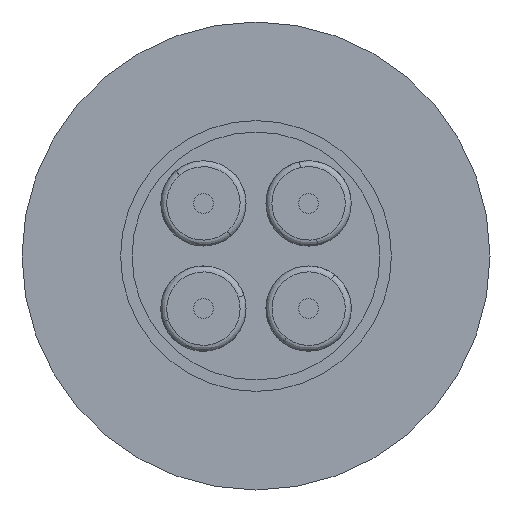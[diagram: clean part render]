
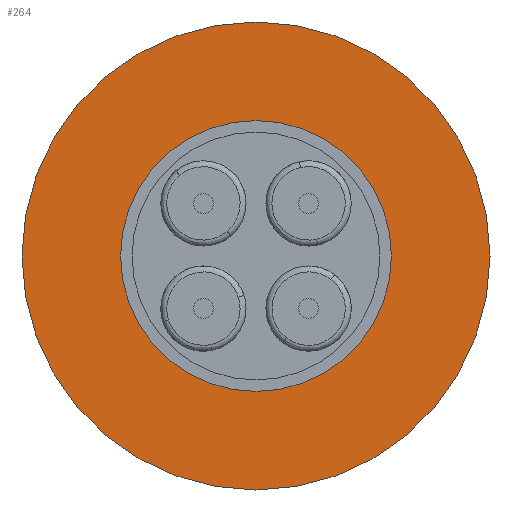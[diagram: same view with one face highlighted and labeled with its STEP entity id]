
A CAD part, front view. The second image highlights one B-rep face of the part: STEP entity #264.
In plain terms, the highlighted planar face has unit normal (0, -1, 0).
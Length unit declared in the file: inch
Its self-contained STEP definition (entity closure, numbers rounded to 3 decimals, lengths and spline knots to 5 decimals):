
#264 = ADVANCED_FACE ( 'NONE', ( #2586, #2954 ), #3734, .F. ) ;
#576 = ORIENTED_EDGE ( 'NONE', *, *, #1398, .F. ) ;
#577 = ORIENTED_EDGE ( 'NONE', *, *, #1612, .F. ) ;
#578 = ORIENTED_EDGE ( 'NONE', *, *, #1630, .T. ) ;
#579 = ORIENTED_EDGE ( 'NONE', *, *, #1719, .T. ) ;
#705 = EDGE_LOOP ( 'NONE', ( #578, #579 ) ) ;
#707 = EDGE_LOOP ( 'NONE', ( #576, #577 ) ) ;
#1398 = EDGE_CURVE ( 'NONE', #2619, #2566, #2378, .T. ) ;
#1473 = AXIS2_PLACEMENT_3D ( 'NONE', #3748, #3731, #3730 ) ;
#1612 = EDGE_CURVE ( 'NONE', #2566, #2619, #2905, .T. ) ;
#1630 = EDGE_CURVE ( 'NONE', #2784, #2788, #2914, .T. ) ;
#1719 = EDGE_CURVE ( 'NONE', #2788, #2784, #2430, .T. ) ;
#1859 = CARTESIAN_POINT ( 'NONE',  ( 0., -0.9, -0.59 ) ) ;
#1863 = CARTESIAN_POINT ( 'NONE',  ( 0., -0.9, 0.59 ) ) ;
#2045 = DIRECTION ( 'NONE',  ( 0., 0., 1. ) ) ;
#2050 = CARTESIAN_POINT ( 'NONE',  ( 0., -0.9, 0. ) ) ;
#2051 = DIRECTION ( 'NONE',  ( 0., -1., 0. ) ) ;
#2165 = DIRECTION ( 'NONE',  ( 0., 0., 1. ) ) ;
#2167 = DIRECTION ( 'NONE',  ( 0., -1., 0. ) ) ;
#2168 = CARTESIAN_POINT ( 'NONE',  ( 0., -0.9, 0. ) ) ;
#2378 = CIRCLE ( 'NONE', #3430, 0.3415 ) ;
#2430 = CIRCLE ( 'NONE', #3284, 0.59 ) ;
#2566 = VERTEX_POINT ( 'NONE', #3595 ) ;
#2586 = FACE_BOUND ( 'NONE', #707, .T. ) ;
#2619 = VERTEX_POINT ( 'NONE', #3593 ) ;
#2784 = VERTEX_POINT ( 'NONE', #1863 ) ;
#2788 = VERTEX_POINT ( 'NONE', #1859 ) ;
#2905 = CIRCLE ( 'NONE', #3344, 0.3415 ) ;
#2914 = CIRCLE ( 'NONE', #3336, 0.59 ) ;
#2954 = FACE_OUTER_BOUND ( 'NONE', #705, .T. ) ;
#3157 = DIRECTION ( 'NONE',  ( 0., 0., 1. ) ) ;
#3158 = DIRECTION ( 'NONE',  ( 0., -1., 0. ) ) ;
#3161 = CARTESIAN_POINT ( 'NONE',  ( 0., -0.9, 0. ) ) ;
#3284 = AXIS2_PLACEMENT_3D ( 'NONE', #2050, #2051, #2045 ) ;
#3336 = AXIS2_PLACEMENT_3D ( 'NONE', #3555, #3541, #3551 ) ;
#3344 = AXIS2_PLACEMENT_3D ( 'NONE', #2168, #2167, #2165 ) ;
#3430 = AXIS2_PLACEMENT_3D ( 'NONE', #3161, #3158, #3157 ) ;
#3541 = DIRECTION ( 'NONE',  ( 0., -1., 0. ) ) ;
#3551 = DIRECTION ( 'NONE',  ( 0., 0., 1. ) ) ;
#3555 = CARTESIAN_POINT ( 'NONE',  ( 0., -0.9, 0. ) ) ;
#3593 = CARTESIAN_POINT ( 'NONE',  ( 0., -0.9, 0.3415 ) ) ;
#3595 = CARTESIAN_POINT ( 'NONE',  ( 0., -0.9, -0.3415 ) ) ;
#3730 = DIRECTION ( 'NONE',  ( 0., 0., -1. ) ) ;
#3731 = DIRECTION ( 'NONE',  ( 0., 1., 0. ) ) ;
#3734 = PLANE ( 'NONE',  #1473 ) ;
#3748 = CARTESIAN_POINT ( 'NONE',  ( -0.59, -0.9, 0. ) ) ;
